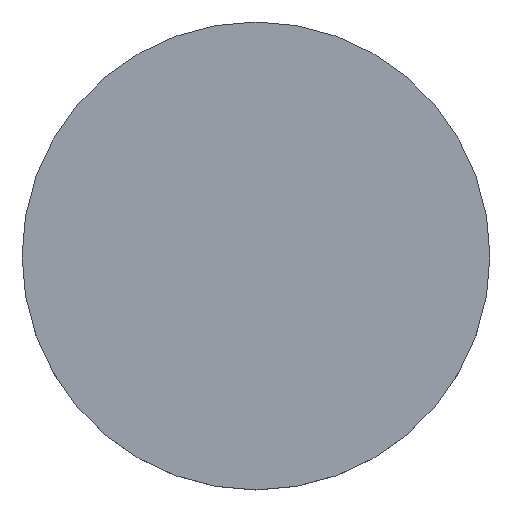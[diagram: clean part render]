
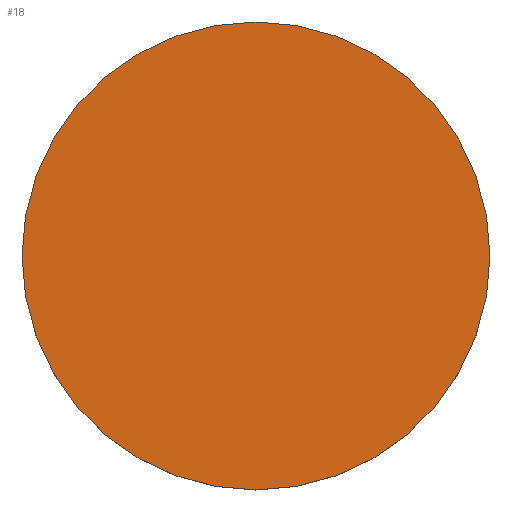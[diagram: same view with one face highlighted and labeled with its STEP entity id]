
A CAD part, top view. The second image highlights one B-rep face of the part: STEP entity #18.
In plain terms, the highlighted planar face has unit normal (0, 0, 1).
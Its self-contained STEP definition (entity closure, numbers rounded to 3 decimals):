
#1 = PLANE ( 'NONE',  #139 ) ;
#2 = CARTESIAN_POINT ( 'NONE',  ( 0., 0., 1.5 ) ) ;
#3 = DIRECTION ( 'NONE',  ( 0., 0., 1. ) ) ;
#14 = DIRECTION ( 'NONE',  ( 1., 0., 0. ) ) ;
#18 = ADVANCED_FACE ( 'NONE', ( #131 ), #1, .T. ) ;
#24 = CARTESIAN_POINT ( 'NONE',  ( -9., 0., 1.5 ) ) ;
#26 = CARTESIAN_POINT ( 'NONE',  ( 9., 0., 1.5 ) ) ;
#55 = DIRECTION ( 'NONE',  ( 1., 0., 0. ) ) ;
#56 = CARTESIAN_POINT ( 'NONE',  ( 0., 0., 1.5 ) ) ;
#57 = DIRECTION ( 'NONE',  ( 0., 0., 1. ) ) ;
#58 = DIRECTION ( 'NONE',  ( 1., 0., 0. ) ) ;
#59 = CARTESIAN_POINT ( 'NONE',  ( 0., 0., 1.5 ) ) ;
#67 = DIRECTION ( 'NONE',  ( 0., 0., 1. ) ) ;
#85 = AXIS2_PLACEMENT_3D ( 'NONE', #59, #67, #58 ) ;
#92 = EDGE_CURVE ( 'NONE', #115, #101, #152, .T. ) ;
#99 = CIRCLE ( 'NONE', #147, 9. ) ;
#101 = VERTEX_POINT ( 'NONE', #26 ) ;
#115 = VERTEX_POINT ( 'NONE', #24 ) ;
#116 = EDGE_LOOP ( 'NONE', ( #148, #121 ) ) ;
#121 = ORIENTED_EDGE ( 'NONE', *, *, #133, .T. ) ;
#131 = FACE_OUTER_BOUND ( 'NONE', #116, .T. ) ;
#133 = EDGE_CURVE ( 'NONE', #101, #115, #99, .T. ) ;
#139 = AXIS2_PLACEMENT_3D ( 'NONE', #2, #3, #14 ) ;
#147 = AXIS2_PLACEMENT_3D ( 'NONE', #56, #57, #55 ) ;
#148 = ORIENTED_EDGE ( 'NONE', *, *, #92, .T. ) ;
#152 = CIRCLE ( 'NONE', #85, 9. ) ;
